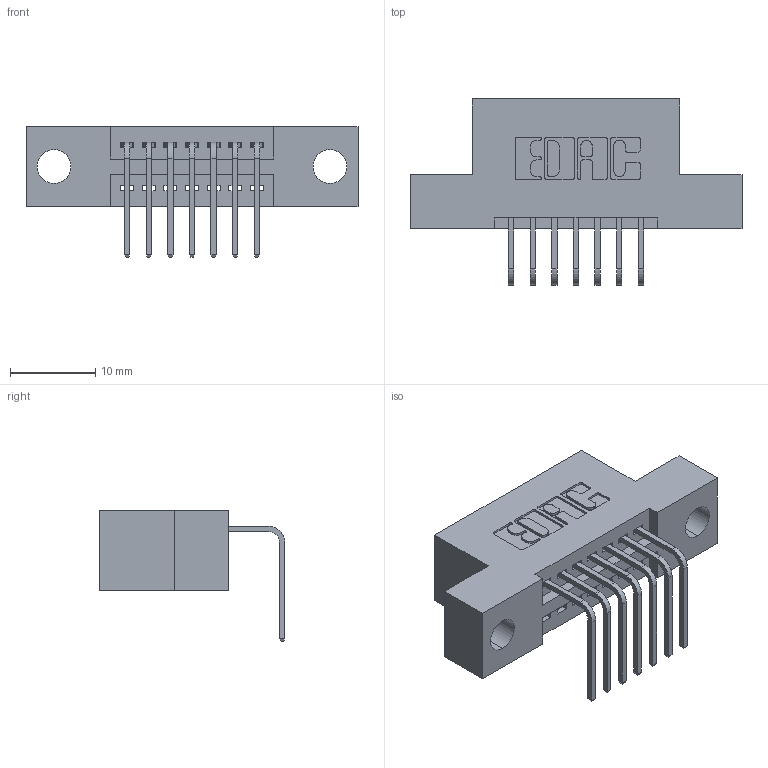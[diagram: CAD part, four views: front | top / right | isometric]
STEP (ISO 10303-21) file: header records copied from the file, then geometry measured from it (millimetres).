
FILE_DESCRIPTION (( 'STEP AP203' ), '1' );
FILE_NAME ('345-007-558-104.STEP', '2021-06-01T16:07:45', ( '' ), ( '' ), 'SwSTEP 2.0', 'SolidWorks 2020', '' );
FILE_SCHEMA (( 'CONFIG_CONTROL_DESIGN' ));
Length unit declared in the file: inch
Products named in the file (3): 345-007-558-104; 345-292-001_558 Tail - 2; 345 Part_Flush Mounting Lugs - 0.156 Dia-TI
Assembly tree (8 placements, depth 2):
  345-007-558-104
    345 Part_Flush Mounting Lugs - 0.156 Dia-TI
    345-292-001_558 Tail - 2  x7
Bounding box: 38.99 x 21.83 x 15.37 mm (x, y, z)
Volume: 3333.9 mm3; surface area: 3934.3 mm2
Topology: 8 solids, 8 shells, 560 faces, 1651 edges, 1090 vertices
Faces by surface type: plane 388, cylinder 172
Entity records: 10483 total; most frequent: CARTESIAN_POINT 1827, ORIENTED_EDGE 1766, DIRECTION 1645, EDGE_CURVE 883, LINE 723, VECTOR 723, VERTEX_POINT 586, AXIS2_PLACEMENT_3D 461
